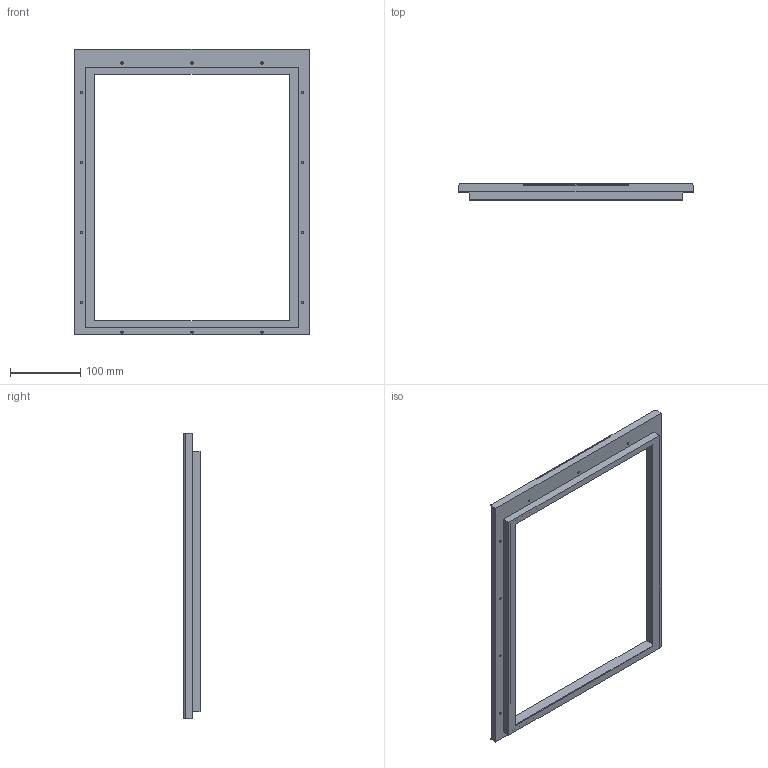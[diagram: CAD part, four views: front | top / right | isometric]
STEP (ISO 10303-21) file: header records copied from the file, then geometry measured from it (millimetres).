
FILE_DESCRIPTION(('CATIA V5 STEP Exchange'),'2;1');
FILE_NAME('1SDH001252R0267_1PA_001_01_E6.2_IV_FS_W_IP30_PROTECTION_FOR_SWITCHG.stp','2014-03-07T08:13:43+00:00',('none'),('none'),'CATIA Version 5 Release 20 SP 1 (IN-10)','CATIA V5 STEP AP214','none');
FILE_SCHEMA(('AUTOMOTIVE_DESIGN { 1 0 10303 214 1 1 1 1 }'));
Length unit declared in the file: millimetre
Products named in the file (1): 1SDH001252R0267_1PA_001_01_E6.2_IV_FS_W_IP30_PROTECTION_FOR_SWITCHG
Bounding box: 334 x 23 x 408 mm (x, y, z)
Volume: 406527.1 mm3; surface area: 149289 mm2
Topology: 2 solids, 2 shells, 74 faces, 169 edges, 113 vertices
Faces by surface type: plane 44, cylinder 30
Entity records: 2461 total; most frequent: ORIENTED_EDGE 338, CARTESIAN_POINT 330, DIRECTION 263, EDGE_CURVE 169, VERTEX_POINT 113, AXIS2_PLACEMENT_3D 110, VECTOR 107, LINE 107
